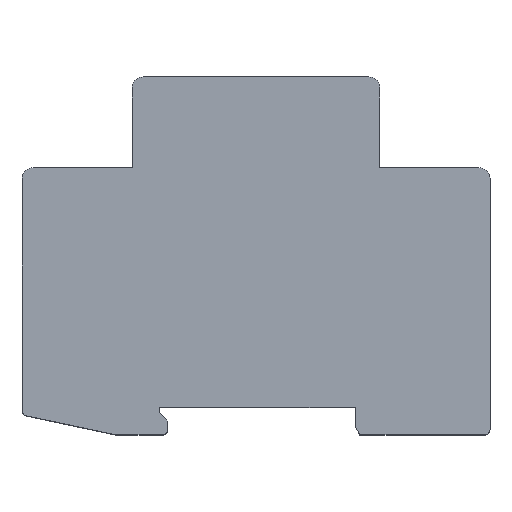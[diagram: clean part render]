
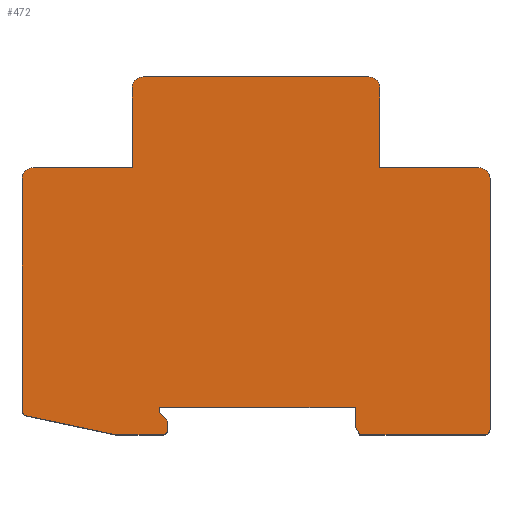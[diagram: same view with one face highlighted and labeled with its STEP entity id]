
A CAD part, top view. The second image highlights one B-rep face of the part: STEP entity #472.
In plain terms, the highlighted planar face has unit normal (0, 0, 1).
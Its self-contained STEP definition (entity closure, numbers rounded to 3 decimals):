
#27=FACE_OUTER_BOUND('',#52,.T.);
#52=EDGE_LOOP('',(#316,#317,#318,#319,#320,#321,#322,#323,#324,#325,#326,
#327,#328,#329,#330,#331,#332,#333,#334,#335,#336,#337,#338));
#77=CIRCLE('',#501,1.);
#78=CIRCLE('',#502,2.);
#79=CIRCLE('',#503,2.);
#80=CIRCLE('',#504,2.);
#81=CIRCLE('',#505,2.);
#82=CIRCLE('',#506,1.);
#83=CIRCLE('',#507,1.);
#91=LINE('',#684,#146);
#92=LINE('',#686,#147);
#93=LINE('',#688,#148);
#94=LINE('',#690,#149);
#95=LINE('',#692,#150);
#96=LINE('',#694,#151);
#97=LINE('',#696,#152);
#98=LINE('',#700,#153);
#99=LINE('',#704,#154);
#100=LINE('',#706,#155);
#101=LINE('',#710,#156);
#102=LINE('',#714,#157);
#103=LINE('',#716,#158);
#104=LINE('',#720,#159);
#105=LINE('',#724,#160);
#106=LINE('',#726,#161);
#146=VECTOR('',#546,1000.);
#147=VECTOR('',#547,1000.);
#148=VECTOR('',#548,1000.);
#149=VECTOR('',#549,1000.);
#150=VECTOR('',#550,1000.);
#151=VECTOR('',#551,1000.);
#152=VECTOR('',#552,1000.);
#153=VECTOR('',#555,1000.);
#154=VECTOR('',#558,1000.);
#155=VECTOR('',#559,1000.);
#156=VECTOR('',#562,1000.);
#157=VECTOR('',#565,1000.);
#158=VECTOR('',#566,1000.);
#159=VECTOR('',#569,1000.);
#160=VECTOR('',#572,1000.);
#161=VECTOR('',#573,1000.);
#201=VERTEX_POINT('',#682);
#202=VERTEX_POINT('',#683);
#203=VERTEX_POINT('',#685);
#204=VERTEX_POINT('',#687);
#205=VERTEX_POINT('',#689);
#206=VERTEX_POINT('',#691);
#207=VERTEX_POINT('',#693);
#208=VERTEX_POINT('',#695);
#209=VERTEX_POINT('',#697);
#210=VERTEX_POINT('',#699);
#211=VERTEX_POINT('',#701);
#212=VERTEX_POINT('',#703);
#213=VERTEX_POINT('',#705);
#214=VERTEX_POINT('',#707);
#215=VERTEX_POINT('',#709);
#216=VERTEX_POINT('',#711);
#217=VERTEX_POINT('',#713);
#218=VERTEX_POINT('',#715);
#219=VERTEX_POINT('',#717);
#220=VERTEX_POINT('',#719);
#221=VERTEX_POINT('',#721);
#222=VERTEX_POINT('',#723);
#223=VERTEX_POINT('',#725);
#247=EDGE_CURVE('',#201,#202,#91,.T.);
#248=EDGE_CURVE('',#202,#203,#92,.T.);
#249=EDGE_CURVE('',#203,#204,#93,.T.);
#250=EDGE_CURVE('',#204,#205,#94,.T.);
#251=EDGE_CURVE('',#205,#206,#95,.T.);
#252=EDGE_CURVE('',#206,#207,#96,.T.);
#253=EDGE_CURVE('',#207,#208,#97,.T.);
#254=EDGE_CURVE('',#208,#209,#77,.T.);
#255=EDGE_CURVE('',#209,#210,#98,.T.);
#256=EDGE_CURVE('',#210,#211,#78,.T.);
#257=EDGE_CURVE('',#211,#212,#99,.T.);
#258=EDGE_CURVE('',#212,#213,#100,.T.);
#259=EDGE_CURVE('',#213,#214,#79,.T.);
#260=EDGE_CURVE('',#214,#215,#101,.T.);
#261=EDGE_CURVE('',#215,#216,#80,.T.);
#262=EDGE_CURVE('',#216,#217,#102,.T.);
#263=EDGE_CURVE('',#217,#218,#103,.T.);
#264=EDGE_CURVE('',#218,#219,#81,.T.);
#265=EDGE_CURVE('',#219,#220,#104,.T.);
#266=EDGE_CURVE('',#220,#221,#82,.T.);
#267=EDGE_CURVE('',#221,#222,#105,.T.);
#268=EDGE_CURVE('',#222,#223,#106,.T.);
#269=EDGE_CURVE('',#223,#201,#83,.T.);
#316=ORIENTED_EDGE('',*,*,#247,.T.);
#317=ORIENTED_EDGE('',*,*,#248,.T.);
#318=ORIENTED_EDGE('',*,*,#249,.T.);
#319=ORIENTED_EDGE('',*,*,#250,.T.);
#320=ORIENTED_EDGE('',*,*,#251,.T.);
#321=ORIENTED_EDGE('',*,*,#252,.T.);
#322=ORIENTED_EDGE('',*,*,#253,.T.);
#323=ORIENTED_EDGE('',*,*,#254,.T.);
#324=ORIENTED_EDGE('',*,*,#255,.T.);
#325=ORIENTED_EDGE('',*,*,#256,.T.);
#326=ORIENTED_EDGE('',*,*,#257,.T.);
#327=ORIENTED_EDGE('',*,*,#258,.T.);
#328=ORIENTED_EDGE('',*,*,#259,.T.);
#329=ORIENTED_EDGE('',*,*,#260,.T.);
#330=ORIENTED_EDGE('',*,*,#261,.T.);
#331=ORIENTED_EDGE('',*,*,#262,.T.);
#332=ORIENTED_EDGE('',*,*,#263,.T.);
#333=ORIENTED_EDGE('',*,*,#264,.T.);
#334=ORIENTED_EDGE('',*,*,#265,.T.);
#335=ORIENTED_EDGE('',*,*,#266,.T.);
#336=ORIENTED_EDGE('',*,*,#267,.T.);
#337=ORIENTED_EDGE('',*,*,#268,.T.);
#338=ORIENTED_EDGE('',*,*,#269,.T.);
#454=PLANE('',#500);
#472=ADVANCED_FACE('',(#27),#454,.T.);
#500=AXIS2_PLACEMENT_3D('',#681,#544,#545);
#501=AXIS2_PLACEMENT_3D('',#698,#553,#554);
#502=AXIS2_PLACEMENT_3D('',#702,#556,#557);
#503=AXIS2_PLACEMENT_3D('',#708,#560,#561);
#504=AXIS2_PLACEMENT_3D('',#712,#563,#564);
#505=AXIS2_PLACEMENT_3D('',#718,#567,#568);
#506=AXIS2_PLACEMENT_3D('',#722,#570,#571);
#507=AXIS2_PLACEMENT_3D('',#727,#574,#575);
#544=DIRECTION('center_axis',(0.,0.,1.));
#545=DIRECTION('ref_axis',(1.,0.,0.));
#546=DIRECTION('',(0.,1.,0.));
#547=DIRECTION('',(-0.707,0.707,0.));
#548=DIRECTION('',(0.,1.,0.));
#549=DIRECTION('',(1.,0.,0.));
#550=DIRECTION('',(0.,-1.,0.));
#551=DIRECTION('',(0.5,-0.866,0.));
#552=DIRECTION('',(1.,0.,0.));
#553=DIRECTION('center_axis',(0.,0.,1.));
#554=DIRECTION('ref_axis',(1.,0.,0.));
#555=DIRECTION('',(0.,1.,0.));
#556=DIRECTION('center_axis',(0.,0.,1.));
#557=DIRECTION('ref_axis',(1.,0.,0.));
#558=DIRECTION('',(-1.,0.,0.));
#559=DIRECTION('',(0.,1.,0.));
#560=DIRECTION('center_axis',(0.,0.,1.));
#561=DIRECTION('ref_axis',(1.,0.,0.));
#562=DIRECTION('',(-1.,0.,0.));
#563=DIRECTION('center_axis',(0.,0.,1.));
#564=DIRECTION('ref_axis',(1.,0.,0.));
#565=DIRECTION('',(0.,-1.,0.));
#566=DIRECTION('',(-1.,0.,0.));
#567=DIRECTION('center_axis',(0.,0.,1.));
#568=DIRECTION('ref_axis',(1.,0.,0.));
#569=DIRECTION('',(0.,-1.,0.));
#570=DIRECTION('center_axis',(0.,0.,1.));
#571=DIRECTION('ref_axis',(1.,0.,0.));
#572=DIRECTION('',(0.978,-0.208,0.));
#573=DIRECTION('',(1.,0.,0.));
#574=DIRECTION('center_axis',(0.,0.,1.));
#575=DIRECTION('ref_axis',(1.,0.,0.));
#681=CARTESIAN_POINT('Origin',(0.332,25.038,17.5));
#682=CARTESIAN_POINT('',(-16.,-4.,17.5));
#683=CARTESIAN_POINT('',(-16.,-2.5,17.5));
#684=CARTESIAN_POINT('',(-16.,25.038,17.5));
#685=CARTESIAN_POINT('',(-17.5,-1.,17.5));
#686=CARTESIAN_POINT('',(-16.,-2.5,17.5));
#687=CARTESIAN_POINT('',(-17.5,0.,17.5));
#688=CARTESIAN_POINT('',(-17.5,25.038,17.5));
#689=CARTESIAN_POINT('',(18.,0.,17.5));
#690=CARTESIAN_POINT('',(0.332,0.,17.5));
#691=CARTESIAN_POINT('',(18.,-3.5,17.5));
#692=CARTESIAN_POINT('',(18.,25.038,17.5));
#693=CARTESIAN_POINT('',(18.866,-5.,17.5));
#694=CARTESIAN_POINT('',(18.,-3.5,17.5));
#695=CARTESIAN_POINT('',(41.5,-5.,17.5));
#696=CARTESIAN_POINT('',(0.332,-5.,17.5));
#697=CARTESIAN_POINT('',(42.5,-4.,17.5));
#698=CARTESIAN_POINT('Origin',(41.5,-4.,17.5));
#699=CARTESIAN_POINT('',(42.5,41.5,17.5));
#700=CARTESIAN_POINT('',(42.5,25.038,17.5));
#701=CARTESIAN_POINT('',(40.5,43.5,17.5));
#702=CARTESIAN_POINT('Origin',(40.5,41.5,17.5));
#703=CARTESIAN_POINT('',(22.5,43.5,17.5));
#704=CARTESIAN_POINT('',(0.332,43.5,17.5));
#705=CARTESIAN_POINT('',(22.5,58.,17.5));
#706=CARTESIAN_POINT('',(22.5,25.038,17.5));
#707=CARTESIAN_POINT('',(20.5,60.,17.5));
#708=CARTESIAN_POINT('Origin',(20.5,58.,17.5));
#709=CARTESIAN_POINT('',(-20.5,60.,17.5));
#710=CARTESIAN_POINT('',(0.332,60.,17.5));
#711=CARTESIAN_POINT('',(-22.5,58.,17.5));
#712=CARTESIAN_POINT('Origin',(-20.5,58.,17.5));
#713=CARTESIAN_POINT('',(-22.5,43.5,17.5));
#714=CARTESIAN_POINT('',(-22.5,25.038,17.5));
#715=CARTESIAN_POINT('',(-40.5,43.5,17.5));
#716=CARTESIAN_POINT('',(0.332,43.5,17.5));
#717=CARTESIAN_POINT('',(-42.5,41.5,17.5));
#718=CARTESIAN_POINT('Origin',(-40.5,41.5,17.5));
#719=CARTESIAN_POINT('',(-42.5,-0.577,17.5));
#720=CARTESIAN_POINT('',(-42.5,25.038,17.5));
#721=CARTESIAN_POINT('',(-41.708,-1.555,17.5));
#722=CARTESIAN_POINT('Origin',(-41.5,-0.577,17.5));
#723=CARTESIAN_POINT('',(-25.5,-5.,17.5));
#724=CARTESIAN_POINT('',(-41.708,-1.555,17.5));
#725=CARTESIAN_POINT('',(-17.,-5.,17.5));
#726=CARTESIAN_POINT('',(0.332,-5.,17.5));
#727=CARTESIAN_POINT('Origin',(-17.,-4.,17.5));
